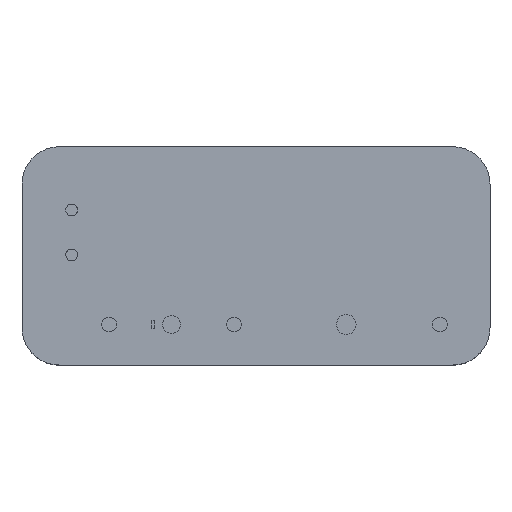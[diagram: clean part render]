
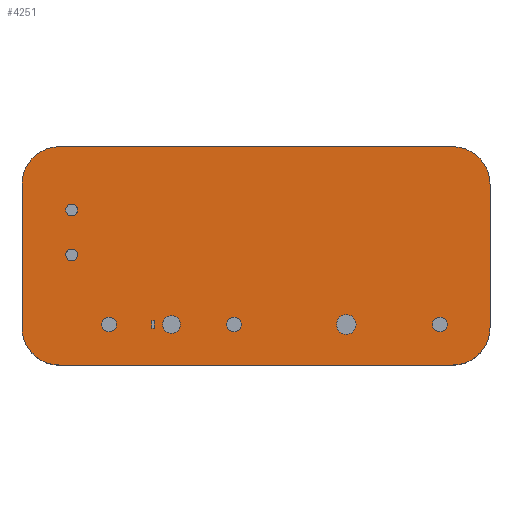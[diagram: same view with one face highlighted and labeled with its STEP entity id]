
A CAD part, top view. The second image highlights one B-rep face of the part: STEP entity #4251.
In plain terms, the highlighted planar face has unit normal (0, 0, 1).
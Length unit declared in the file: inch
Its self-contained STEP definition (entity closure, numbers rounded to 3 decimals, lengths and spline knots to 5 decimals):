
#71=FACE_BOUND('',#688,.T.);
#72=FACE_BOUND('',#689,.T.);
#73=FACE_BOUND('',#690,.T.);
#74=FACE_BOUND('',#691,.T.);
#75=FACE_BOUND('',#692,.T.);
#76=FACE_BOUND('',#693,.T.);
#77=FACE_BOUND('',#694,.T.);
#78=FACE_BOUND('',#695,.T.);
#169=PLANE('',#4654);
#392=FACE_OUTER_BOUND('',#687,.T.);
#687=EDGE_LOOP('',(#3406,#3407,#3408,#3409,#3410,#3411,#3412,#3413));
#688=EDGE_LOOP('',(#3414));
#689=EDGE_LOOP('',(#3415));
#690=EDGE_LOOP('',(#3416));
#691=EDGE_LOOP('',(#3417));
#692=EDGE_LOOP('',(#3418));
#693=EDGE_LOOP('',(#3419));
#694=EDGE_LOOP('',(#3420));
#695=EDGE_LOOP('',(#3421,#3422,#3423,#3424));
#960=LINE('',#6673,#1369);
#963=LINE('',#6678,#1372);
#965=LINE('',#6682,#1374);
#967=LINE('',#6685,#1376);
#984=LINE('',#6734,#1393);
#987=LINE('',#6742,#1396);
#992=LINE('',#6755,#1401);
#994=LINE('',#6761,#1403);
#1369=VECTOR('',#5436,0.3937);
#1372=VECTOR('',#5441,0.3937);
#1374=VECTOR('',#5445,0.3937);
#1376=VECTOR('',#5449,0.3937);
#1393=VECTOR('',#5510,0.3937);
#1396=VECTOR('',#5519,0.3937);
#1401=VECTOR('',#5536,0.3937);
#1403=VECTOR('',#5544,0.3937);
#1765=CIRCLE('',#4621,0.14173);
#1766=CIRCLE('',#4623,0.15748);
#1767=CIRCLE('',#4625,0.11811);
#1768=CIRCLE('',#4627,0.11811);
#1769=CIRCLE('',#4629,0.0945);
#1770=CIRCLE('',#4631,0.11811);
#1771=CIRCLE('',#4633,0.0945);
#1772=CIRCLE('',#4640,0.6);
#1773=CIRCLE('',#4643,0.6);
#1774=CIRCLE('',#4649,0.6);
#1775=CIRCLE('',#4652,0.6);
#2015=VERTEX_POINT('',#6671);
#2016=VERTEX_POINT('',#6672);
#2017=VERTEX_POINT('',#6677);
#2018=VERTEX_POINT('',#6681);
#2019=VERTEX_POINT('',#6687);
#2020=VERTEX_POINT('',#6691);
#2021=VERTEX_POINT('',#6695);
#2022=VERTEX_POINT('',#6699);
#2023=VERTEX_POINT('',#6703);
#2024=VERTEX_POINT('',#6707);
#2025=VERTEX_POINT('',#6711);
#2026=VERTEX_POINT('',#6726);
#2027=VERTEX_POINT('',#6728);
#2028=VERTEX_POINT('',#6732);
#2029=VERTEX_POINT('',#6736);
#2030=VERTEX_POINT('',#6740);
#2031=VERTEX_POINT('',#6749);
#2032=VERTEX_POINT('',#6753);
#2033=VERTEX_POINT('',#6757);
#2489=EDGE_CURVE('',#2015,#2016,#960,.T.);
#2492=EDGE_CURVE('',#2016,#2017,#963,.T.);
#2494=EDGE_CURVE('',#2017,#2018,#965,.T.);
#2496=EDGE_CURVE('',#2018,#2015,#967,.T.);
#2498=EDGE_CURVE('',#2019,#2019,#1765,.T.);
#2500=EDGE_CURVE('',#2020,#2020,#1766,.T.);
#2502=EDGE_CURVE('',#2021,#2021,#1767,.T.);
#2504=EDGE_CURVE('',#2022,#2022,#1768,.T.);
#2506=EDGE_CURVE('',#2023,#2023,#1769,.T.);
#2508=EDGE_CURVE('',#2024,#2024,#1770,.T.);
#2510=EDGE_CURVE('',#2025,#2025,#1771,.T.);
#2518=EDGE_CURVE('',#2027,#2026,#1772,.T.);
#2521=EDGE_CURVE('',#2026,#2028,#984,.T.);
#2523=EDGE_CURVE('',#2028,#2029,#1773,.T.);
#2525=EDGE_CURVE('',#2029,#2030,#987,.T.);
#2529=EDGE_CURVE('',#2030,#2031,#1774,.T.);
#2531=EDGE_CURVE('',#2031,#2032,#992,.T.);
#2533=EDGE_CURVE('',#2032,#2033,#1775,.T.);
#2534=EDGE_CURVE('',#2033,#2027,#994,.T.);
#3406=ORIENTED_EDGE('',*,*,#2523,.T.);
#3407=ORIENTED_EDGE('',*,*,#2525,.T.);
#3408=ORIENTED_EDGE('',*,*,#2529,.T.);
#3409=ORIENTED_EDGE('',*,*,#2531,.T.);
#3410=ORIENTED_EDGE('',*,*,#2533,.T.);
#3411=ORIENTED_EDGE('',*,*,#2534,.T.);
#3412=ORIENTED_EDGE('',*,*,#2518,.T.);
#3413=ORIENTED_EDGE('',*,*,#2521,.T.);
#3414=ORIENTED_EDGE('',*,*,#2510,.T.);
#3415=ORIENTED_EDGE('',*,*,#2508,.T.);
#3416=ORIENTED_EDGE('',*,*,#2506,.T.);
#3417=ORIENTED_EDGE('',*,*,#2504,.T.);
#3418=ORIENTED_EDGE('',*,*,#2502,.T.);
#3419=ORIENTED_EDGE('',*,*,#2500,.T.);
#3420=ORIENTED_EDGE('',*,*,#2498,.T.);
#3421=ORIENTED_EDGE('',*,*,#2496,.T.);
#3422=ORIENTED_EDGE('',*,*,#2489,.T.);
#3423=ORIENTED_EDGE('',*,*,#2492,.T.);
#3424=ORIENTED_EDGE('',*,*,#2494,.T.);
#4251=ADVANCED_FACE('',(#392,#71,#72,#73,#74,#75,#76,#77,#78),#169,.T.);
#4621=AXIS2_PLACEMENT_3D('',#6689,#5453,#5454);
#4623=AXIS2_PLACEMENT_3D('',#6693,#5458,#5459);
#4625=AXIS2_PLACEMENT_3D('',#6697,#5463,#5464);
#4627=AXIS2_PLACEMENT_3D('',#6701,#5468,#5469);
#4629=AXIS2_PLACEMENT_3D('',#6705,#5473,#5474);
#4631=AXIS2_PLACEMENT_3D('',#6709,#5478,#5479);
#4633=AXIS2_PLACEMENT_3D('',#6713,#5483,#5484);
#4640=AXIS2_PLACEMENT_3D('',#6729,#5504,#5505);
#4643=AXIS2_PLACEMENT_3D('',#6738,#5514,#5515);
#4649=AXIS2_PLACEMENT_3D('',#6751,#5531,#5532);
#4652=AXIS2_PLACEMENT_3D('',#6759,#5540,#5541);
#4654=AXIS2_PLACEMENT_3D('',#6762,#5545,#5546);
#5436=DIRECTION('',(0.,1.,0.));
#5441=DIRECTION('',(1.,0.,0.));
#5445=DIRECTION('',(0.,-1.,0.));
#5449=DIRECTION('',(-1.,0.,0.));
#5453=DIRECTION('center_axis',(0.,0.,-1.));
#5454=DIRECTION('ref_axis',(-1.,0.,0.));
#5458=DIRECTION('center_axis',(0.,0.,-1.));
#5459=DIRECTION('ref_axis',(-1.,0.,0.));
#5463=DIRECTION('center_axis',(0.,0.,-1.));
#5464=DIRECTION('ref_axis',(-1.,0.,0.));
#5468=DIRECTION('center_axis',(0.,0.,-1.));
#5469=DIRECTION('ref_axis',(-1.,0.,0.));
#5473=DIRECTION('center_axis',(0.,0.,-1.));
#5474=DIRECTION('ref_axis',(-1.,0.,0.));
#5478=DIRECTION('center_axis',(0.,0.,-1.));
#5479=DIRECTION('ref_axis',(-1.,0.,0.));
#5483=DIRECTION('center_axis',(0.,0.,-1.));
#5484=DIRECTION('ref_axis',(-1.,0.,0.));
#5504=DIRECTION('center_axis',(0.,0.,1.));
#5505=DIRECTION('ref_axis',(-1.,0.,0.));
#5510=DIRECTION('',(1.,0.,0.));
#5514=DIRECTION('center_axis',(0.,0.,1.));
#5515=DIRECTION('ref_axis',(0.,-1.,0.));
#5519=DIRECTION('',(0.,1.,0.));
#5531=DIRECTION('center_axis',(0.,0.,1.));
#5532=DIRECTION('ref_axis',(1.,0.,0.));
#5536=DIRECTION('',(-1.,0.,0.));
#5540=DIRECTION('center_axis',(0.,0.,1.));
#5541=DIRECTION('ref_axis',(0.,1.,0.));
#5544=DIRECTION('',(0.,-1.,0.));
#5545=DIRECTION('center_axis',(0.,0.,1.));
#5546=DIRECTION('ref_axis',(-1.,0.,0.));
#6671=CARTESIAN_POINT('',(-1.66809,-1.53799,0.855));
#6672=CARTESIAN_POINT('',(-1.66809,-1.41201,0.855));
#6673=CARTESIAN_POINT('',(-1.66809,-1.53799,0.855));
#6677=CARTESIAN_POINT('',(-1.62872,-1.41201,0.855));
#6678=CARTESIAN_POINT('',(-1.66809,-1.41201,0.855));
#6681=CARTESIAN_POINT('',(-1.62872,-1.53799,0.855));
#6682=CARTESIAN_POINT('',(-1.62872,-1.41201,0.855));
#6685=CARTESIAN_POINT('',(-1.62872,-1.53799,0.855));
#6687=CARTESIAN_POINT('',(-1.21139,-1.475,0.855));
#6689=CARTESIAN_POINT('Origin',(-1.35313,-1.475,0.855));
#6691=CARTESIAN_POINT('',(1.60436,-1.475,0.855));
#6693=CARTESIAN_POINT('Origin',(1.44688,-1.475,0.855));
#6695=CARTESIAN_POINT('',(-0.23501,-1.475,0.855));
#6697=CARTESIAN_POINT('Origin',(-0.35312,-1.475,0.855));
#6699=CARTESIAN_POINT('',(-2.23501,-1.475,0.855));
#6701=CARTESIAN_POINT('Origin',(-2.35313,-1.475,0.855));
#6703=CARTESIAN_POINT('',(-2.8605,-0.36,0.855));
#6705=CARTESIAN_POINT('Origin',(-2.955,-0.36,0.855));
#6707=CARTESIAN_POINT('',(3.06499,-1.475,0.855));
#6709=CARTESIAN_POINT('Origin',(2.94688,-1.475,0.855));
#6711=CARTESIAN_POINT('',(-2.8605,0.36,0.855));
#6713=CARTESIAN_POINT('Origin',(-2.955,0.36,0.855));
#6726=CARTESIAN_POINT('',(-3.15,-2.125,0.855));
#6728=CARTESIAN_POINT('',(-3.75,-1.525,0.855));
#6729=CARTESIAN_POINT('Origin',(-3.15,-1.525,0.855));
#6732=CARTESIAN_POINT('',(3.15,-2.125,0.855));
#6734=CARTESIAN_POINT('',(-3.15,-2.125,0.855));
#6736=CARTESIAN_POINT('',(3.75,-1.525,0.855));
#6738=CARTESIAN_POINT('Origin',(3.15,-1.525,0.855));
#6740=CARTESIAN_POINT('',(3.75,0.775,0.855));
#6742=CARTESIAN_POINT('',(3.75,-1.525,0.855));
#6749=CARTESIAN_POINT('',(3.15,1.375,0.855));
#6751=CARTESIAN_POINT('Origin',(3.15,0.775,0.855));
#6753=CARTESIAN_POINT('',(-3.15,1.375,0.855));
#6755=CARTESIAN_POINT('',(3.15,1.375,0.855));
#6757=CARTESIAN_POINT('',(-3.75,0.775,0.855));
#6759=CARTESIAN_POINT('Origin',(-3.15,0.775,0.855));
#6761=CARTESIAN_POINT('',(-3.75,0.775,0.855));
#6762=CARTESIAN_POINT('Origin',(0.,-0.375,0.855));
